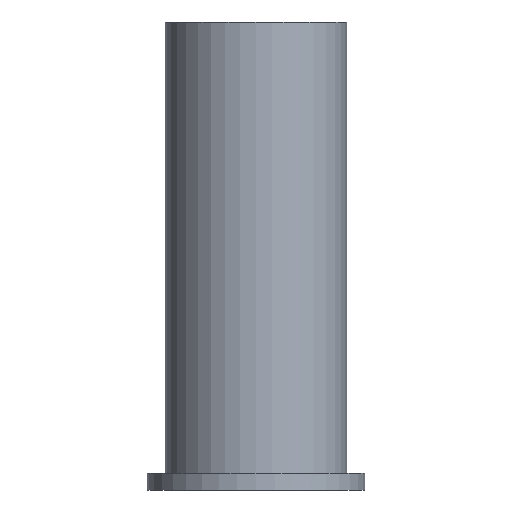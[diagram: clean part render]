
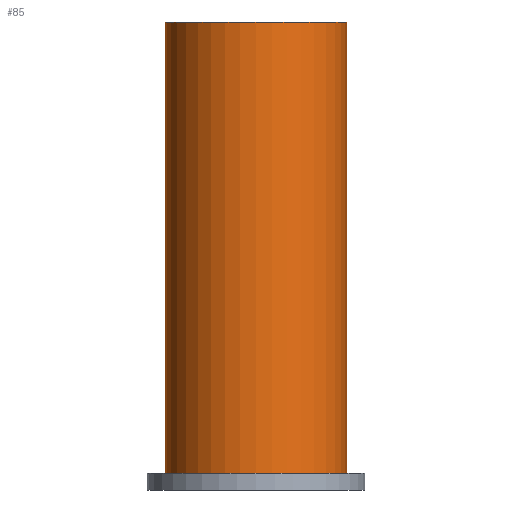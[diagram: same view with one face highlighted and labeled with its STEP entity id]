
A CAD part, front view. The second image highlights one B-rep face of the part: STEP entity #85.
In plain terms, the highlighted cylindrical face has radius 16.5 mm (diameter 33 mm), a full revolution.
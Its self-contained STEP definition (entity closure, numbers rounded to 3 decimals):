
#22=CYLINDRICAL_SURFACE('',#110,16.5);
#33=ORIENTED_EDGE('',*,*,#35,.T.);
#34=ORIENTED_EDGE('',*,*,#40,.F.);
#35=EDGE_CURVE('',#41,#41,#47,.T.);
#40=EDGE_CURVE('',#46,#46,#52,.T.);
#41=VERTEX_POINT('',#140);
#46=VERTEX_POINT('',#153);
#47=CIRCLE('',#100,16.5);
#52=CIRCLE('',#108,16.5);
#63=EDGE_LOOP('',(#33));
#64=EDGE_LOOP('',(#34));
#75=FACE_BOUND('',#63,.T.);
#76=FACE_BOUND('',#64,.T.);
#85=ADVANCED_FACE('',(#75,#76),#22,.T.);
#100=AXIS2_PLACEMENT_3D('',#139,#115,#116);
#108=AXIS2_PLACEMENT_3D('',#152,#131,#132);
#110=AXIS2_PLACEMENT_3D('',#155,#135,#136);
#115=DIRECTION('',(0.,0.,-1.));
#116=DIRECTION('',(1.,0.,0.));
#131=DIRECTION('',(0.,0.,-1.));
#132=DIRECTION('',(1.,0.,0.));
#135=DIRECTION('',(0.,0.,-1.));
#136=DIRECTION('',(-1.,0.,0.));
#139=CARTESIAN_POINT('',(27.992,25.789,85.));
#140=CARTESIAN_POINT('',(44.492,25.789,85.));
#152=CARTESIAN_POINT('',(27.992,25.789,3.));
#153=CARTESIAN_POINT('',(44.492,25.789,3.));
#155=CARTESIAN_POINT('',(27.992,25.789,82.));
